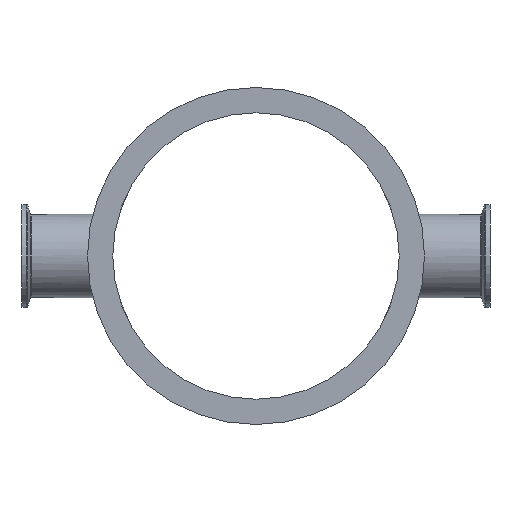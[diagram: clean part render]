
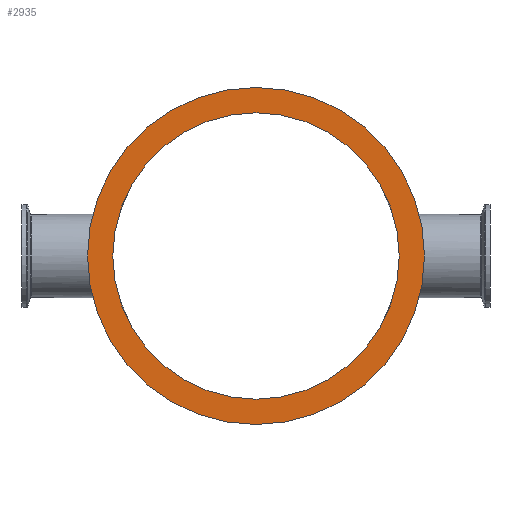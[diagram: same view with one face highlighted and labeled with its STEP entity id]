
A CAD part, left-side view. The second image highlights one B-rep face of the part: STEP entity #2935.
In plain terms, the highlighted planar face has unit normal (-1, 0, 0).
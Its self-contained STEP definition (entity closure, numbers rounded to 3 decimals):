
#68 = CARTESIAN_POINT ( 'NONE',  ( -6., 0., -90. ) ) ;
#167 = CARTESIAN_POINT ( 'NONE',  ( -6., 0., -76.5 ) ) ;
#232 = DIRECTION ( 'NONE',  ( 1., 0., 0. ) ) ;
#328 = CARTESIAN_POINT ( 'NONE',  ( -6., 0., 0. ) ) ;
#361 = DIRECTION ( 'NONE',  ( -1., 0., 0. ) ) ;
#536 = CARTESIAN_POINT ( 'NONE',  ( -6., 0., 76.5 ) ) ;
#586 = AXIS2_PLACEMENT_3D ( 'NONE', #966, #3216, #1286 ) ;
#624 = DIRECTION ( 'NONE',  ( 0., 0., 1. ) ) ;
#641 = FACE_OUTER_BOUND ( 'NONE', #2018, .T. ) ;
#746 = CIRCLE ( 'NONE', #3916, 76.5 ) ;
#789 = CIRCLE ( 'NONE', #586, 90. ) ;
#834 = PLANE ( 'NONE',  #1782 ) ;
#897 = CARTESIAN_POINT ( 'NONE',  ( -6., 0., 0. ) ) ;
#966 = CARTESIAN_POINT ( 'NONE',  ( -6., 0., 0. ) ) ;
#1189 = ORIENTED_EDGE ( 'NONE', *, *, #2780, .T. ) ;
#1219 = DIRECTION ( 'NONE',  ( 0., 0., 1. ) ) ;
#1286 = DIRECTION ( 'NONE',  ( 0., 0., 1. ) ) ;
#1549 = VERTEX_POINT ( 'NONE', #167 ) ;
#1569 = CIRCLE ( 'NONE', #2564, 76.5 ) ;
#1782 = AXIS2_PLACEMENT_3D ( 'NONE', #2119, #232, #2440 ) ;
#2018 = EDGE_LOOP ( 'NONE', ( #1189, #3318 ) ) ;
#2113 = EDGE_CURVE ( 'NONE', #1549, #3581, #746, .T. ) ;
#2119 = CARTESIAN_POINT ( 'NONE',  ( -6., 76.5, 0. ) ) ;
#2237 = FACE_BOUND ( 'NONE', #3699, .T. ) ;
#2255 = CARTESIAN_POINT ( 'NONE',  ( -6., 0., 0. ) ) ;
#2440 = DIRECTION ( 'NONE',  ( 0., 0., -1. ) ) ;
#2452 = VERTEX_POINT ( 'NONE', #68 ) ;
#2532 = DIRECTION ( 'NONE',  ( -1., 0., 0. ) ) ;
#2564 = AXIS2_PLACEMENT_3D ( 'NONE', #897, #3149, #1219 ) ;
#2572 = DIRECTION ( 'NONE',  ( 0., 0., 1. ) ) ;
#2780 = EDGE_CURVE ( 'NONE', #3237, #2452, #789, .T. ) ;
#2916 = ORIENTED_EDGE ( 'NONE', *, *, #3058, .F. ) ;
#2935 = ADVANCED_FACE ( 'NONE', ( #2237, #641 ), #834, .F. ) ;
#3000 = AXIS2_PLACEMENT_3D ( 'NONE', #2255, #361, #2572 ) ;
#3058 = EDGE_CURVE ( 'NONE', #3581, #1549, #1569, .T. ) ;
#3138 = EDGE_CURVE ( 'NONE', #2452, #3237, #3179, .T. ) ;
#3149 = DIRECTION ( 'NONE',  ( -1., 0., 0. ) ) ;
#3179 = CIRCLE ( 'NONE', #3000, 90. ) ;
#3216 = DIRECTION ( 'NONE',  ( -1., 0., 0. ) ) ;
#3225 = CARTESIAN_POINT ( 'NONE',  ( -6., 0., 90. ) ) ;
#3237 = VERTEX_POINT ( 'NONE', #3225 ) ;
#3318 = ORIENTED_EDGE ( 'NONE', *, *, #3138, .T. ) ;
#3547 = ORIENTED_EDGE ( 'NONE', *, *, #2113, .F. ) ;
#3581 = VERTEX_POINT ( 'NONE', #536 ) ;
#3699 = EDGE_LOOP ( 'NONE', ( #2916, #3547 ) ) ;
#3916 = AXIS2_PLACEMENT_3D ( 'NONE', #328, #2532, #624 ) ;
